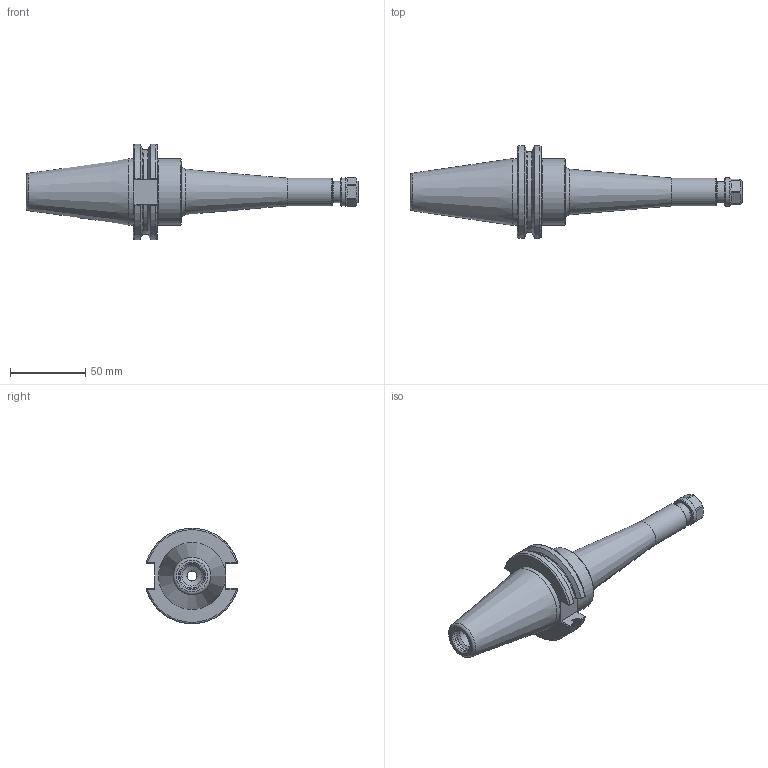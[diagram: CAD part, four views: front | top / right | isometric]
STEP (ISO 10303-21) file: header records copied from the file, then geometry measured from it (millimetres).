
FILE_DESCRIPTION(/* description */ (''),/* implementation_level */ '2;1');
FILE_NAME(/* name */ 'CAT40-ER11H-0600.stp',/* time_stamp */ '2019-05-30T08:32:21-05:00',/* author */ ('ldfli'),/* organization */ ('Pioneer N.A.'),/* preprocessor_version */ 'ST-DEVELOPER v18',/* originating_system */ 'Autodesk Inventor LT',/* authorisation */ '');
FILE_SCHEMA (('AUTOMOTIVE_DESIGN { 1 0 10303 214 3 1 1 }'));
Length unit declared in the file: millimetre
Products named in the file (1): CAT40-ER11H-0600
Bounding box: 220.66 x 61.14 x 63.31 mm (x, y, z)
Volume: 171667.3 mm3; surface area: 32711.4 mm2
Topology: 2 solids, 2 shells, 134 faces, 384 edges, 263 vertices
Faces by surface type: plane 52, cone 25, cylinder 22, torus 19, bspline 16
Full cylindrical faces by diameter (mm): 6.647 x1, 8.15 x1, 8.662 x1, 10 x1, 10.2 x1, 12.4 x1, 13.25 x1, 13.494 x1, 14 x1, 14.8 x1, 16.3 x1, 16.8 x1, 18.5 x1, 19 x1, 44.45 x2
Entity records: 5216 total; most frequent: CARTESIAN_POINT 1700, ORIENTED_EDGE 766, DIRECTION 718, EDGE_CURVE 383, AXIS2_PLACEMENT_3D 292, VERTEX_POINT 263, CIRCLE 173, EDGE_LOOP 148
